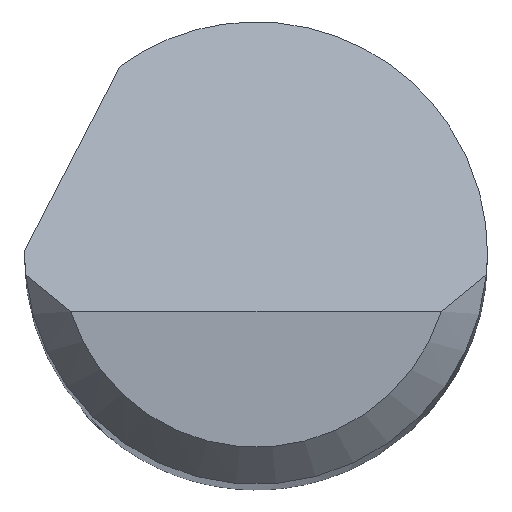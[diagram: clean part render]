
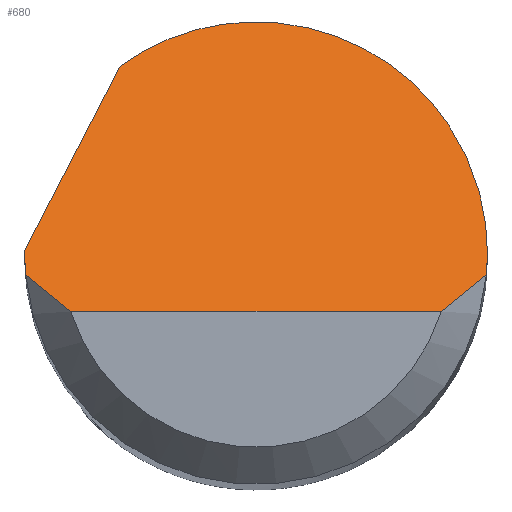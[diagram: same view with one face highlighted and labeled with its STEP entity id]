
A CAD part, top view. The second image highlights one B-rep face of the part: STEP entity #680.
In plain terms, the highlighted planar face has unit normal (0, 0.707, 0.707).
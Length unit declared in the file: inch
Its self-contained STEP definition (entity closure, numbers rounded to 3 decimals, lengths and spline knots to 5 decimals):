
#36 = CARTESIAN_POINT ( 'NONE',  ( -0.09375, -0.00292, 1.47917 ) ) ;
#51 =( BOUNDED_CURVE ( )  B_SPLINE_CURVE ( 3, ( #712, #552, #480, #907 ),
 .UNSPECIFIED., .F., .T. ) 
 B_SPLINE_CURVE_WITH_KNOTS ( ( 4, 4 ),
 ( 4.71239, 4.72306 ),
 .UNSPECIFIED. ) 
 CURVE ( )  GEOMETRIC_REPRESENTATION_ITEM ( )  RATIONAL_B_SPLINE_CURVE ( ( 1., 1., 1., 1. ) ) 
 REPRESENTATION_ITEM ( '' )  );
#80 = DIRECTION ( 'NONE',  ( 0., -0.707, -0.707 ) ) ;
#92 = CARTESIAN_POINT ( 'NONE',  ( 0.09375, 0., 1.47625 ) ) ;
#93 = CARTESIAN_POINT ( 'NONE',  ( 0.07508, -0.02375, 1.5 ) ) ;
#114 = CARTESIAN_POINT ( 'NONE',  ( -0.09361, -0.00584, 1.48209 ) ) ;
#131 = VERTEX_POINT ( 'NONE', #259 ) ;
#132 = DIRECTION ( 'NONE',  ( 1., 0., 0. ) ) ;
#133 = CARTESIAN_POINT ( 'NONE',  ( -0.05508, 0.07587, 1.40038 ) ) ;
#145 = CARTESIAN_POINT ( 'NONE',  ( 0.08157, -0.019, 1.49525 ) ) ;
#147 =( BOUNDED_CURVE ( )  B_SPLINE_CURVE ( 3, ( #252, #114, #36, #819 ),
 .UNSPECIFIED., .F., .T. ) 
 B_SPLINE_CURVE_WITH_KNOTS ( ( 4, 4 ),
 ( 4.61892, 4.71239 ),
 .UNSPECIFIED. ) 
 CURVE ( )  GEOMETRIC_REPRESENTATION_ITEM ( )  RATIONAL_B_SPLINE_CURVE ( ( 1., 0.999, 0.999, 1. ) ) 
 REPRESENTATION_ITEM ( '' )  );
#158 = LINE ( 'NONE', #366, #412 ) ;
#179 = VERTEX_POINT ( 'NONE', #641 ) ;
#208 = CARTESIAN_POINT ( 'NONE',  ( -0.09375, -0.02375, 1.5 ) ) ;
#221 = EDGE_CURVE ( 'NONE', #179, #908, #51, .T. ) ;
#232 = CARTESIAN_POINT ( 'NONE',  ( 0.09361, -0.00584, 1.48209 ) ) ;
#237 = EDGE_CURVE ( 'NONE', #422, #573, #845, .T. ) ;
#243 = CARTESIAN_POINT ( 'NONE',  ( -0.09334, -0.00875, 1.485 ) ) ;
#252 = CARTESIAN_POINT ( 'NONE',  ( -0.09334, -0.00875, 1.485 ) ) ;
#259 = CARTESIAN_POINT ( 'NONE',  ( -0.05508, 0.07587, 1.40038 ) ) ;
#263 = CARTESIAN_POINT ( 'NONE',  ( 0.07508, -0.02375, 1.5 ) ) ;
#273 = CARTESIAN_POINT ( 'NONE',  ( 0.01576, 0.12729, 1.34896 ) ) ;
#288 = EDGE_CURVE ( 'NONE', #908, #131, #158, .T. ) ;
#363 = ORIENTED_EDGE ( 'NONE', *, *, #221, .F. ) ;
#365 = VERTEX_POINT ( 'NONE', #702 ) ;
#366 = CARTESIAN_POINT ( 'NONE',  ( -0.10502, -0.02084, 1.49709 ) ) ;
#370 = VECTOR ( 'NONE', #132, 39.37008 ) ;
#376 = B_SPLINE_CURVE_WITH_KNOTS ( 'NONE', 3,
 ( #833, #787, #416, #628 ),
 .UNSPECIFIED., .F., .F.,
 ( 4, 4 ),
 ( 0., 0.00071 ),
 .UNSPECIFIED. ) ;
#412 = VECTOR ( 'NONE', #870, 39.37008 ) ;
#416 = CARTESIAN_POINT ( 'NONE',  ( -0.08157, -0.019, 1.49525 ) ) ;
#419 = CARTESIAN_POINT ( 'NONE',  ( 0.08761, -0.01397, 1.49022 ) ) ;
#421 = CARTESIAN_POINT ( 'NONE',  ( 0.09375, 0., 1.47625 ) ) ;
#422 = VERTEX_POINT ( 'NONE', #906 ) ;
#435 = EDGE_CURVE ( 'NONE', #573, #365, #470, .T. ) ;
#470 = B_SPLINE_CURVE_WITH_KNOTS ( 'NONE', 3,
 ( #93, #145, #419, #671 ),
 .UNSPECIFIED., .F., .F.,
 ( 4, 4 ),
 ( 0., 0.00071 ),
 .UNSPECIFIED. ) ;
#474 = EDGE_LOOP ( 'NONE', ( #814, #681, #849, #604, #827, #363, #532, #566 ) ) ;
#480 = CARTESIAN_POINT ( 'NONE',  ( -0.09375, 0.00067, 1.47558 ) ) ;
#488 = CARTESIAN_POINT ( 'NONE',  ( 0.09375, 0.08754, 1.38871 ) ) ;
#532 = ORIENTED_EDGE ( 'NONE', *, *, #574, .F. ) ;
#535 = CARTESIAN_POINT ( 'NONE',  ( -0.09374, 0.001, 1.47525 ) ) ;
#550 = PLANE ( 'NONE',  #690 ) ;
#552 = CARTESIAN_POINT ( 'NONE',  ( -0.09375, 0.00033, 1.47592 ) ) ;
#566 = ORIENTED_EDGE ( 'NONE', *, *, #624, .T. ) ;
#573 = VERTEX_POINT ( 'NONE', #263 ) ;
#574 = EDGE_CURVE ( 'NONE', #830, #179, #147, .T. ) ;
#586 = CARTESIAN_POINT ( 'NONE',  ( 0.09375, -0.00292, 1.47917 ) ) ;
#604 = ORIENTED_EDGE ( 'NONE', *, *, #691, .F. ) ;
#624 = EDGE_CURVE ( 'NONE', #830, #422, #376, .T. ) ;
#628 = CARTESIAN_POINT ( 'NONE',  ( -0.07508, -0.02375, 1.5 ) ) ;
#631 = CARTESIAN_POINT ( 'NONE',  ( 0., -0.02375, 1.5 ) ) ;
#641 = CARTESIAN_POINT ( 'NONE',  ( -0.09375, 0., 1.47625 ) ) ;
#671 = CARTESIAN_POINT ( 'NONE',  ( 0.09334, -0.00875, 1.485 ) ) ;
#680 = ADVANCED_FACE ( 'NONE', ( #705 ), #550, .F. ) ;
#681 = ORIENTED_EDGE ( 'NONE', *, *, #435, .T. ) ;
#690 = AXIS2_PLACEMENT_3D ( 'NONE', #208, #80, #778 ) ;
#691 = EDGE_CURVE ( 'NONE', #131, #792, #854, .T. ) ;
#702 = CARTESIAN_POINT ( 'NONE',  ( 0.09334, -0.00875, 1.485 ) ) ;
#705 = FACE_OUTER_BOUND ( 'NONE', #474, .T. ) ;
#712 = CARTESIAN_POINT ( 'NONE',  ( -0.09375, 0., 1.47625 ) ) ;
#724 = CARTESIAN_POINT ( 'NONE',  ( 0.09334, -0.00875, 1.485 ) ) ;
#739 = CARTESIAN_POINT ( 'NONE',  ( 0.09375, 0., 1.47625 ) ) ;
#778 = DIRECTION ( 'NONE',  ( 0., 0.707, -0.707 ) ) ;
#787 = CARTESIAN_POINT ( 'NONE',  ( -0.08761, -0.01397, 1.49022 ) ) ;
#792 = VERTEX_POINT ( 'NONE', #739 ) ;
#795 = EDGE_CURVE ( 'NONE', #792, #365, #902, .T. ) ;
#814 = ORIENTED_EDGE ( 'NONE', *, *, #237, .T. ) ;
#819 = CARTESIAN_POINT ( 'NONE',  ( -0.09375, 0., 1.47625 ) ) ;
#827 = ORIENTED_EDGE ( 'NONE', *, *, #288, .F. ) ;
#830 = VERTEX_POINT ( 'NONE', #243 ) ;
#833 = CARTESIAN_POINT ( 'NONE',  ( -0.09334, -0.00875, 1.485 ) ) ;
#845 = LINE ( 'NONE', #631, #370 ) ;
#849 = ORIENTED_EDGE ( 'NONE', *, *, #795, .F. ) ;
#854 =( BOUNDED_CURVE ( )  B_SPLINE_CURVE ( 3, ( #133, #273, #488, #421 ),
 .UNSPECIFIED., .F., .T. ) 
 B_SPLINE_CURVE_WITH_KNOTS ( ( 4, 4 ),
 ( 5.65523, 7.85398 ),
 .UNSPECIFIED. ) 
 CURVE ( )  GEOMETRIC_REPRESENTATION_ITEM ( )  RATIONAL_B_SPLINE_CURVE ( ( 1., 0.636, 0.636, 1. ) ) 
 REPRESENTATION_ITEM ( '' )  );
#870 = DIRECTION ( 'NONE',  ( 0.343, 0.664, -0.664 ) ) ;
#902 =( BOUNDED_CURVE ( )  B_SPLINE_CURVE ( 3, ( #92, #586, #232, #724 ),
 .UNSPECIFIED., .F., .T. ) 
 B_SPLINE_CURVE_WITH_KNOTS ( ( 4, 4 ),
 ( 1.5708, 1.66427 ),
 .UNSPECIFIED. ) 
 CURVE ( )  GEOMETRIC_REPRESENTATION_ITEM ( )  RATIONAL_B_SPLINE_CURVE ( ( 1., 0.999, 0.999, 1. ) ) 
 REPRESENTATION_ITEM ( '' )  );
#906 = CARTESIAN_POINT ( 'NONE',  ( -0.07508, -0.02375, 1.5 ) ) ;
#907 = CARTESIAN_POINT ( 'NONE',  ( -0.09374, 0.001, 1.47525 ) ) ;
#908 = VERTEX_POINT ( 'NONE', #535 ) ;
